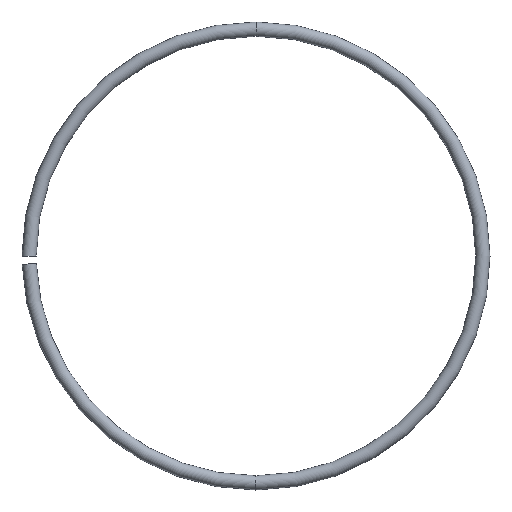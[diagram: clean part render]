
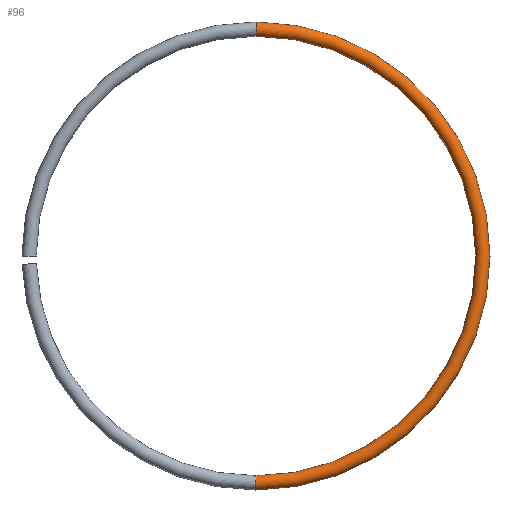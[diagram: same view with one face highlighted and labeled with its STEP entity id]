
A CAD part, left-side view. The second image highlights one B-rep face of the part: STEP entity #96.
In plain terms, the highlighted toroidal (fillet/blend) face has major radius 47.75 mm and minor radius 1.5 mm.
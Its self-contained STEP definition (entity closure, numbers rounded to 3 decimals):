
#14 = DIRECTION ( 'NONE',  ( 0., -1., 0. ) ) ;
#24 = DIRECTION ( 'NONE',  ( -1., 0., 0. ) ) ;
#38 = AXIS2_PLACEMENT_3D ( 'NONE', #193, #48, #209 ) ;
#42 = AXIS2_PLACEMENT_3D ( 'NONE', #171, #14, #192 ) ;
#48 = DIRECTION ( 'NONE',  ( 0., 1., 0. ) ) ;
#54 = DIRECTION ( 'NONE',  ( 0., 0., 1. ) ) ;
#64 = AXIS2_PLACEMENT_3D ( 'NONE', #107, #24, #54 ) ;
#72 = AXIS2_PLACEMENT_3D ( 'NONE', #156, #239, #212 ) ;
#84 = CARTESIAN_POINT ( 'NONE',  ( 0., 0., 49.25 ) ) ;
#91 = EDGE_CURVE ( 'NONE', #197, #97, #262, .T. ) ;
#96 = ADVANCED_FACE ( 'NONE', ( #261 ), #134, .T. ) ;
#97 = VERTEX_POINT ( 'NONE', #84 ) ;
#107 = CARTESIAN_POINT ( 'NONE',  ( 0., 0., 0. ) ) ;
#108 = AXIS2_PLACEMENT_3D ( 'NONE', #269, #138, #109 ) ;
#109 = DIRECTION ( 'NONE',  ( 0., 0., 1. ) ) ;
#112 = ORIENTED_EDGE ( 'NONE', *, *, #207, .T. ) ;
#129 = ORIENTED_EDGE ( 'NONE', *, *, #174, .F. ) ;
#134 = TOROIDAL_SURFACE ( 'NONE', #108, 47.75, 1.5 ) ;
#138 = DIRECTION ( 'NONE',  ( -1., 0., 0. ) ) ;
#140 = VERTEX_POINT ( 'NONE', #155 ) ;
#149 = EDGE_LOOP ( 'NONE', ( #159, #279, #112, #129 ) ) ;
#155 = CARTESIAN_POINT ( 'NONE',  ( 0., 0., -46.25 ) ) ;
#156 = CARTESIAN_POINT ( 'NONE',  ( 0., 0., 0. ) ) ;
#159 = ORIENTED_EDGE ( 'NONE', *, *, #275, .F. ) ;
#166 = VERTEX_POINT ( 'NONE', #278 ) ;
#171 = CARTESIAN_POINT ( 'NONE',  ( 0., 0., 47.75 ) ) ;
#174 = EDGE_CURVE ( 'NONE', #140, #166, #179, .T. ) ;
#179 = CIRCLE ( 'NONE', #64, 46.25 ) ;
#192 = DIRECTION ( 'NONE',  ( 0., 0., -1. ) ) ;
#193 = CARTESIAN_POINT ( 'NONE',  ( 0., 0., -47.75 ) ) ;
#197 = VERTEX_POINT ( 'NONE', #213 ) ;
#207 = EDGE_CURVE ( 'NONE', #97, #166, #260, .T. ) ;
#209 = DIRECTION ( 'NONE',  ( 0., 0., 1. ) ) ;
#212 = DIRECTION ( 'NONE',  ( 0., 0., 1. ) ) ;
#213 = CARTESIAN_POINT ( 'NONE',  ( 0., 0., -49.25 ) ) ;
#220 = CIRCLE ( 'NONE', #38, 1.5 ) ;
#239 = DIRECTION ( 'NONE',  ( -1., 0., 0. ) ) ;
#260 = CIRCLE ( 'NONE', #42, 1.5 ) ;
#261 = FACE_OUTER_BOUND ( 'NONE', #149, .T. ) ;
#262 = CIRCLE ( 'NONE', #72, 49.25 ) ;
#269 = CARTESIAN_POINT ( 'NONE',  ( 0., 0., 0. ) ) ;
#275 = EDGE_CURVE ( 'NONE', #197, #140, #220, .T. ) ;
#278 = CARTESIAN_POINT ( 'NONE',  ( 0., 0., 46.25 ) ) ;
#279 = ORIENTED_EDGE ( 'NONE', *, *, #91, .T. ) ;
